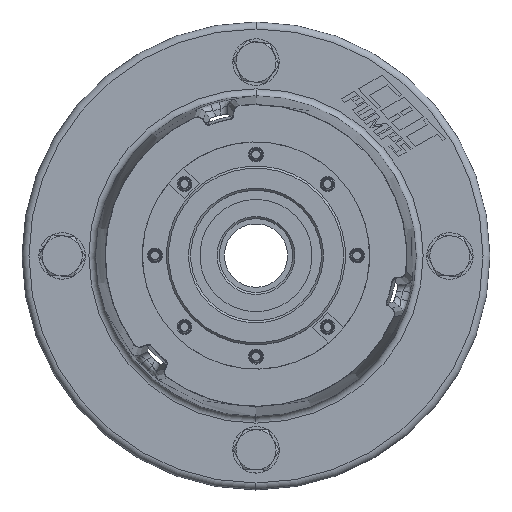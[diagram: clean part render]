
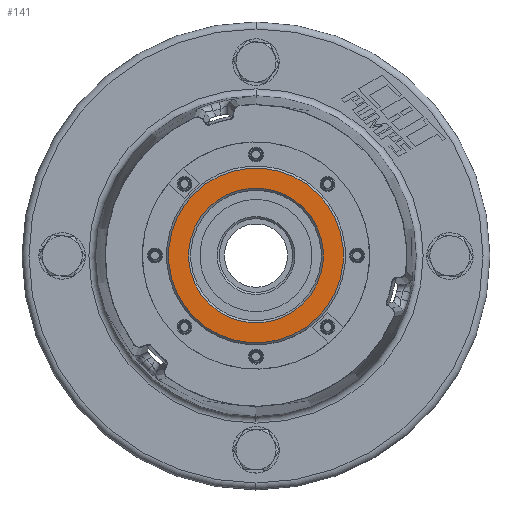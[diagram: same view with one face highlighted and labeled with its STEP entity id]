
A CAD part, top view. The second image highlights one B-rep face of the part: STEP entity #141.
In plain terms, the highlighted planar face has unit normal (0, 0, 1).
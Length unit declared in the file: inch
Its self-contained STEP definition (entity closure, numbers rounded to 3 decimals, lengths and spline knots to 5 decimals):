
#141 = ADVANCED_FACE ( 'NONE', ( #44970, #12088 ), #26710, .F. ) ;
#735 = EDGE_LOOP ( 'NONE', ( #18750, #32340 ) ) ;
#1649 = AXIS2_PLACEMENT_3D ( 'NONE', #14212, #28831, #43495 ) ;
#1759 = VERTEX_POINT ( 'NONE', #36494 ) ;
#2264 = EDGE_LOOP ( 'NONE', ( #19441, #35283 ) ) ;
#4712 = CARTESIAN_POINT ( 'NONE',  ( -1.05937, 0.01261, 11.99907 ) ) ;
#4819 = CARTESIAN_POINT ( 'NONE',  ( -1.05937, 0.01261, 11.99907 ) ) ;
#6069 = CIRCLE ( 'NONE', #32851, 1.25984 ) ;
#6666 = DIRECTION ( 'NONE',  ( 0.707, 0.707, 0. ) ) ;
#8506 = DIRECTION ( 'NONE',  ( 0., 0., -1. ) ) ;
#9627 = VERTEX_POINT ( 'NONE', #44738 ) ;
#11453 = AXIS2_PLACEMENT_3D ( 'NONE', #4712, #19336, #33948 ) ;
#12088 = FACE_BOUND ( 'NONE', #2264, .T. ) ;
#12187 = AXIS2_PLACEMENT_3D ( 'NONE', #24884, #39532, #6666 ) ;
#13633 = CARTESIAN_POINT ( 'NONE',  ( 0.09595, 1.16792, 11.99907 ) ) ;
#14212 = CARTESIAN_POINT ( 'NONE',  ( -1.05937, 0.01261, 11.99907 ) ) ;
#18750 = ORIENTED_EDGE ( 'NONE', *, *, #28934, .T. ) ;
#19336 = DIRECTION ( 'NONE',  ( 0., 0., 1. ) ) ;
#19435 = DIRECTION ( 'NONE',  ( 0., 0., -1. ) ) ;
#19441 = ORIENTED_EDGE ( 'NONE', *, *, #37150, .T. ) ;
#19900 = AXIS2_PLACEMENT_3D ( 'NONE', #41370, #8506, #23124 ) ;
#22287 = CIRCLE ( 'NONE', #1649, 1.25984 ) ;
#22396 = VERTEX_POINT ( 'NONE', #41032 ) ;
#23124 = DIRECTION ( 'NONE',  ( 0.707, 0.707, 0. ) ) ;
#24884 = CARTESIAN_POINT ( 'NONE',  ( -1.05937, 0.01261, 11.99907 ) ) ;
#25283 = EDGE_CURVE ( 'NONE', #9627, #26330, #32853, .T. ) ;
#26330 = VERTEX_POINT ( 'NONE', #13633 ) ;
#26710 = PLANE ( 'NONE',  #19900 ) ;
#28831 = DIRECTION ( 'NONE',  ( 0., 0., -1. ) ) ;
#28934 = EDGE_CURVE ( 'NONE', #26330, #9627, #32124, .T. ) ;
#32124 = CIRCLE ( 'NONE', #11453, 1.63386 ) ;
#32340 = ORIENTED_EDGE ( 'NONE', *, *, #25283, .T. ) ;
#32851 = AXIS2_PLACEMENT_3D ( 'NONE', #4819, #19435, #34048 ) ;
#32853 = CIRCLE ( 'NONE', #12187, 1.63386 ) ;
#33948 = DIRECTION ( 'NONE',  ( 0.707, 0.707, 0. ) ) ;
#34048 = DIRECTION ( 'NONE',  ( 0.707, 0.707, 0. ) ) ;
#35283 = ORIENTED_EDGE ( 'NONE', *, *, #39915, .T. ) ;
#36494 = CARTESIAN_POINT ( 'NONE',  ( -1.95021, -0.87823, 11.99907 ) ) ;
#37150 = EDGE_CURVE ( 'NONE', #1759, #22396, #22287, .T. ) ;
#39532 = DIRECTION ( 'NONE',  ( 0., 0., 1. ) ) ;
#39915 = EDGE_CURVE ( 'NONE', #22396, #1759, #6069, .T. ) ;
#41032 = CARTESIAN_POINT ( 'NONE',  ( -0.16852, 0.90345, 11.99907 ) ) ;
#41370 = CARTESIAN_POINT ( 'NONE',  ( -1.05937, 0.01261, 11.99907 ) ) ;
#43495 = DIRECTION ( 'NONE',  ( 0.707, 0.707, 0. ) ) ;
#44738 = CARTESIAN_POINT ( 'NONE',  ( -2.21468, -1.1427, 11.99907 ) ) ;
#44970 = FACE_OUTER_BOUND ( 'NONE', #735, .T. ) ;
